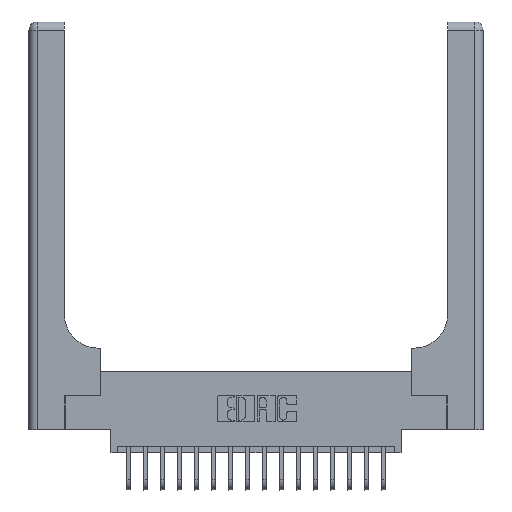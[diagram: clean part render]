
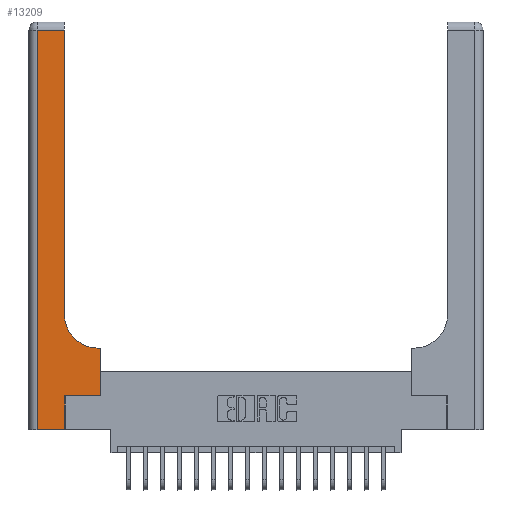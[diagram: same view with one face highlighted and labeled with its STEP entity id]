
A CAD part, top view. The second image highlights one B-rep face of the part: STEP entity #13209.
In plain terms, the highlighted planar face has unit normal (0, 0, 1).
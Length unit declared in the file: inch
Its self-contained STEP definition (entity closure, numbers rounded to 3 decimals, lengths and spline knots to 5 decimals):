
#186 = VERTEX_POINT ( 'NONE', #341 ) ;
#304 = LINE ( 'NONE', #13346, #7206 ) ;
#341 = CARTESIAN_POINT ( 'NONE',  ( 0.528, 0.6, 0.37 ) ) ;
#540 = CARTESIAN_POINT ( 'NONE',  ( 0., 0., 0.37 ) ) ;
#568 = FACE_OUTER_BOUND ( 'NONE', #10617, .T. ) ;
#925 = VERTEX_POINT ( 'NONE', #5644 ) ;
#1054 = ORIENTED_EDGE ( 'NONE', *, *, #12426, .T. ) ;
#1615 = DIRECTION ( 'NONE',  ( -1., 0., 0. ) ) ;
#1644 = VECTOR ( 'NONE', #13794, 39.37008 ) ;
#1985 = VERTEX_POINT ( 'NONE', #2635 ) ;
#2046 = DIRECTION ( 'NONE',  ( 0., 1., 0. ) ) ;
#2187 = DIRECTION ( 'NONE',  ( 1., 0., 0. ) ) ;
#2635 = CARTESIAN_POINT ( 'NONE',  ( 0.06, 0., 0.37 ) ) ;
#3053 = AXIS2_PLACEMENT_3D ( 'NONE', #18695, #8389, #2187 ) ;
#3405 = VECTOR ( 'NONE', #6776, 39.37008 ) ;
#3692 = PLANE ( 'NONE',  #10486 ) ;
#3731 = LINE ( 'NONE', #9693, #3405 ) ;
#3852 = EDGE_CURVE ( 'NONE', #186, #7822, #5929, .T. ) ;
#3913 = CARTESIAN_POINT ( 'NONE',  ( 0.265, 0., 0.37 ) ) ;
#3946 = CARTESIAN_POINT ( 'NONE',  ( 0.265, 0.25, 0.37 ) ) ;
#4066 = ORIENTED_EDGE ( 'NONE', *, *, #8968, .T. ) ;
#4343 = DIRECTION ( 'NONE',  ( 0., 1., 0. ) ) ;
#4373 = VECTOR ( 'NONE', #13828, 39.37008 ) ;
#4385 = ORIENTED_EDGE ( 'NONE', *, *, #5692, .T. ) ;
#4726 = DIRECTION ( 'NONE',  ( 1., 0., 0. ) ) ;
#4765 = CARTESIAN_POINT ( 'NONE',  ( 0.26, 0.6, 0.37 ) ) ;
#4856 = VECTOR ( 'NONE', #1615, 39.37008 ) ;
#5097 = LINE ( 'NONE', #9572, #4373 ) ;
#5644 = CARTESIAN_POINT ( 'NONE',  ( 0.26, 2.94, 0.37 ) ) ;
#5692 = EDGE_CURVE ( 'NONE', #14104, #186, #8145, .T. ) ;
#5794 = CARTESIAN_POINT ( 'NONE',  ( 0.265, 0., 0.37 ) ) ;
#5862 = VERTEX_POINT ( 'NONE', #3946 ) ;
#5929 = LINE ( 'NONE', #4765, #4856 ) ;
#6295 = ORIENTED_EDGE ( 'NONE', *, *, #7965, .T. ) ;
#6776 = DIRECTION ( 'NONE',  ( 0., -1., 0. ) ) ;
#7206 = VECTOR ( 'NONE', #4726, 39.37008 ) ;
#7731 = CARTESIAN_POINT ( 'NONE',  ( 0.528, 0.25, 0.37 ) ) ;
#7822 = VERTEX_POINT ( 'NONE', #10522 ) ;
#7910 = DIRECTION ( 'NONE',  ( 0., 0., -1. ) ) ;
#7965 = EDGE_CURVE ( 'NONE', #925, #18532, #5097, .T. ) ;
#7981 = VECTOR ( 'NONE', #2046, 39.37008 ) ;
#8145 = LINE ( 'NONE', #8350, #7981 ) ;
#8203 = VERTEX_POINT ( 'NONE', #18720 ) ;
#8350 = CARTESIAN_POINT ( 'NONE',  ( 0.528, 0.25, 0.37 ) ) ;
#8389 = DIRECTION ( 'NONE',  ( 0., 0., -1. ) ) ;
#8768 = CARTESIAN_POINT ( 'NONE',  ( 0.26, 3., 0.37 ) ) ;
#8968 = EDGE_CURVE ( 'NONE', #5862, #14104, #304, .T. ) ;
#9287 = CARTESIAN_POINT ( 'NONE',  ( 0., 3., 0.37 ) ) ;
#9513 = CARTESIAN_POINT ( 'NONE',  ( 0.06, 2.94, 0.37 ) ) ;
#9572 = CARTESIAN_POINT ( 'NONE',  ( 0., 2.94, 0.37 ) ) ;
#9607 = CIRCLE ( 'NONE', #3053, 0.25 ) ;
#9693 = CARTESIAN_POINT ( 'NONE',  ( 0.06, 3., 0.37 ) ) ;
#10486 = AXIS2_PLACEMENT_3D ( 'NONE', #9287, #7910, #16654 ) ;
#10522 = CARTESIAN_POINT ( 'NONE',  ( 0.51, 0.6, 0.37 ) ) ;
#10617 = EDGE_LOOP ( 'NONE', ( #16169, #6295, #11452, #1054, #15087, #4066, #4385, #13847, #16620 ) ) ;
#11178 = EDGE_CURVE ( 'NONE', #8203, #925, #16207, .T. ) ;
#11276 = EDGE_CURVE ( 'NONE', #18532, #1985, #3731, .T. ) ;
#11452 = ORIENTED_EDGE ( 'NONE', *, *, #11276, .T. ) ;
#12426 = EDGE_CURVE ( 'NONE', #1985, #19006, #13689, .T. ) ;
#13013 = DIRECTION ( 'NONE',  ( 0., 1., 0. ) ) ;
#13209 = ADVANCED_FACE ( 'NONE', ( #568 ), #3692, .F. ) ;
#13346 = CARTESIAN_POINT ( 'NONE',  ( 0.265, 0.25, 0.37 ) ) ;
#13663 = EDGE_CURVE ( 'NONE', #7822, #8203, #9607, .T. ) ;
#13689 = LINE ( 'NONE', #540, #1644 ) ;
#13794 = DIRECTION ( 'NONE',  ( 1., 0., 0. ) ) ;
#13828 = DIRECTION ( 'NONE',  ( -1., 0., 0. ) ) ;
#13847 = ORIENTED_EDGE ( 'NONE', *, *, #3852, .T. ) ;
#14104 = VERTEX_POINT ( 'NONE', #7731 ) ;
#14985 = VECTOR ( 'NONE', #4343, 39.37008 ) ;
#15087 = ORIENTED_EDGE ( 'NONE', *, *, #18726, .T. ) ;
#16169 = ORIENTED_EDGE ( 'NONE', *, *, #11178, .T. ) ;
#16207 = LINE ( 'NONE', #8768, #16437 ) ;
#16437 = VECTOR ( 'NONE', #13013, 39.37008 ) ;
#16620 = ORIENTED_EDGE ( 'NONE', *, *, #13663, .T. ) ;
#16654 = DIRECTION ( 'NONE',  ( -1., 0., 0. ) ) ;
#17972 = LINE ( 'NONE', #5794, #14985 ) ;
#18532 = VERTEX_POINT ( 'NONE', #9513 ) ;
#18695 = CARTESIAN_POINT ( 'NONE',  ( 0.51, 0.85, 0.37 ) ) ;
#18720 = CARTESIAN_POINT ( 'NONE',  ( 0.26, 0.85, 0.37 ) ) ;
#18726 = EDGE_CURVE ( 'NONE', #19006, #5862, #17972, .T. ) ;
#19006 = VERTEX_POINT ( 'NONE', #3913 ) ;
